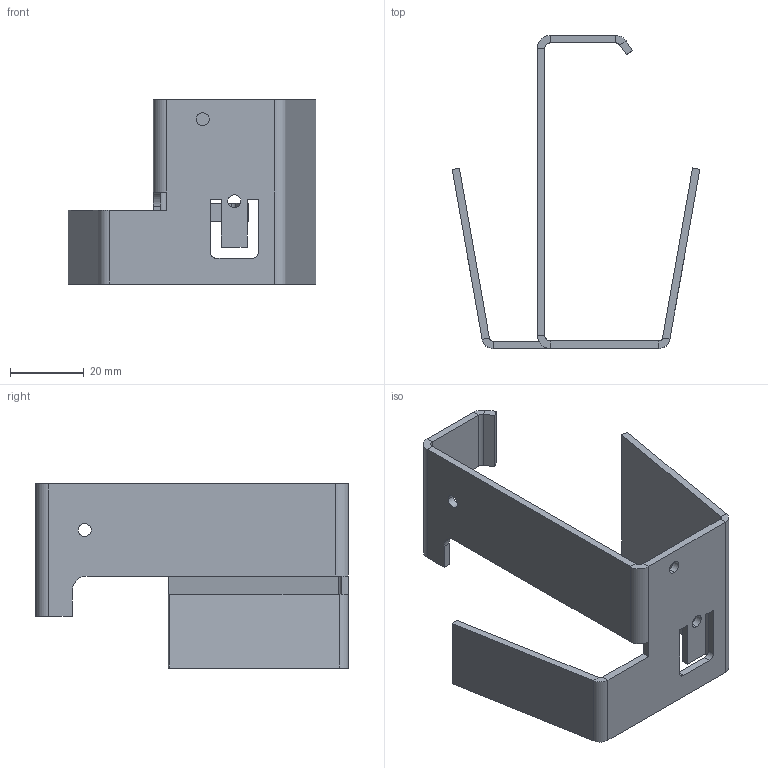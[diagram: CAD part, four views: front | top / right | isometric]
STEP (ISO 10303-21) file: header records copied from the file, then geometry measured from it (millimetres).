
FILE_DESCRIPTION (( 'STEP AP214' ), '1' );
FILE_NAME ('6358810.stp', '2016-12-06T15:16:53', ( '' ), ( '' ), 'SwSTEP 2.0', 'SolidWorks 2016', '' );
FILE_SCHEMA (( 'AUTOMOTIVE_DESIGN' ));
Length unit declared in the file: millimetre
Products named in the file (1): 6358810
Bounding box: 67.27 x 85 x 50 mm (x, y, z)
Volume: 15871.9 mm3; surface area: 17434.4 mm2
Topology: 1 solids, 1 shells, 82 faces, 192 edges, 112 vertices
Faces by surface type: plane 60, cylinder 22
Entity records: 2326 total; most frequent: DIRECTION 402, CARTESIAN_POINT 387, ORIENTED_EDGE 384, EDGE_CURVE 192, VECTOR 148, LINE 148, AXIS2_PLACEMENT_3D 127, VERTEX_POINT 112
